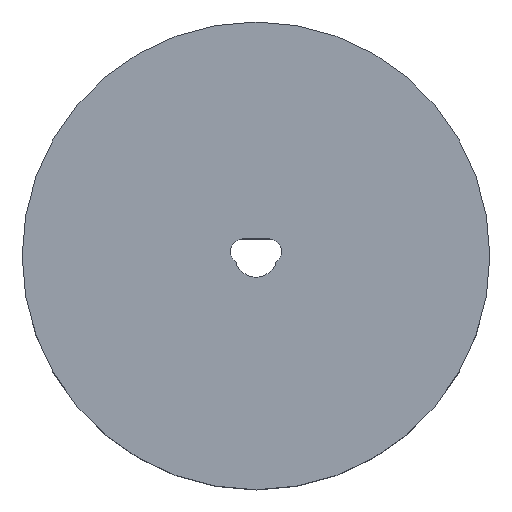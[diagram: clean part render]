
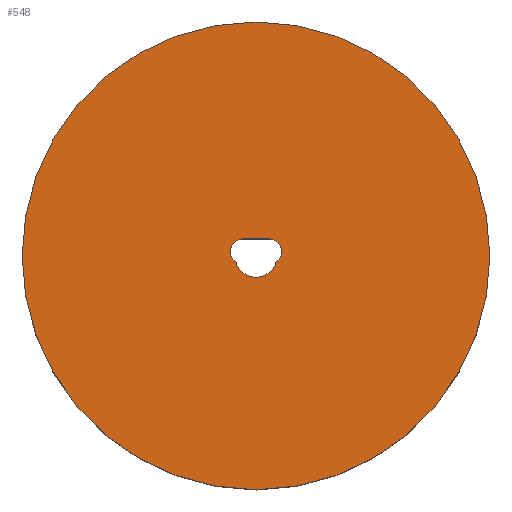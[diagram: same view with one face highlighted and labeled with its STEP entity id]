
A CAD part, top view. The second image highlights one B-rep face of the part: STEP entity #548.
In plain terms, the highlighted planar face has unit normal (0, 0, 1).
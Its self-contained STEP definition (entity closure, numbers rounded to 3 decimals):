
#30=FACE_BOUND('',#97,.T.);
#35=PLANE('',#654);
#58=FACE_OUTER_BOUND('',#96,.T.);
#96=EDGE_LOOP('',(#502,#503));
#97=EDGE_LOOP('',(#504,#505,#506,#507));
#115=LINE('',#987,#136);
#136=VECTOR('',#820,10.);
#191=CIRCLE('',#634,1.5);
#193=CIRCLE('',#637,2.5);
#195=CIRCLE('',#640,1.5);
#201=CIRCLE('',#650,27.5);
#202=CIRCLE('',#651,27.5);
#243=VERTEX_POINT('',#968);
#244=VERTEX_POINT('',#970);
#246=VERTEX_POINT('',#976);
#248=VERTEX_POINT('',#982);
#254=VERTEX_POINT('',#1002);
#255=VERTEX_POINT('',#1004);
#320=EDGE_CURVE('',#244,#243,#191,.T.);
#323=EDGE_CURVE('',#246,#244,#193,.T.);
#326=EDGE_CURVE('',#248,#246,#195,.T.);
#329=EDGE_CURVE('',#243,#248,#115,.T.);
#337=EDGE_CURVE('',#255,#254,#201,.T.);
#338=EDGE_CURVE('',#254,#255,#202,.T.);
#502=ORIENTED_EDGE('',*,*,#337,.T.);
#503=ORIENTED_EDGE('',*,*,#338,.T.);
#504=ORIENTED_EDGE('',*,*,#326,.T.);
#505=ORIENTED_EDGE('',*,*,#323,.T.);
#506=ORIENTED_EDGE('',*,*,#320,.T.);
#507=ORIENTED_EDGE('',*,*,#329,.T.);
#548=ADVANCED_FACE('',(#58,#30),#35,.T.);
#634=AXIS2_PLACEMENT_3D('',#971,#800,#801);
#637=AXIS2_PLACEMENT_3D('',#977,#807,#808);
#640=AXIS2_PLACEMENT_3D('',#983,#814,#815);
#650=AXIS2_PLACEMENT_3D('',#1005,#839,#840);
#651=AXIS2_PLACEMENT_3D('',#1006,#841,#842);
#654=AXIS2_PLACEMENT_3D('',#1010,#848,#849);
#800=DIRECTION('center_axis',(0.,0.,-1.));
#801=DIRECTION('ref_axis',(1.,0.,0.));
#807=DIRECTION('center_axis',(0.,0.,-1.));
#808=DIRECTION('ref_axis',(1.,0.,0.));
#814=DIRECTION('center_axis',(0.,0.,-1.));
#815=DIRECTION('ref_axis',(1.,0.,0.));
#820=DIRECTION('',(1.,0.,0.));
#839=DIRECTION('center_axis',(0.,0.,1.));
#840=DIRECTION('ref_axis',(1.,0.,0.));
#841=DIRECTION('center_axis',(0.,0.,1.));
#842=DIRECTION('ref_axis',(1.,0.,0.));
#848=DIRECTION('center_axis',(0.,0.,1.));
#849=DIRECTION('ref_axis',(1.,0.,0.));
#968=CARTESIAN_POINT('',(-1.5,2.,9.5));
#970=CARTESIAN_POINT('',(-2.4,-0.7,9.5));
#971=CARTESIAN_POINT('Origin',(-1.5,0.5,9.5));
#976=CARTESIAN_POINT('',(2.4,-0.7,9.5));
#977=CARTESIAN_POINT('Origin',(0.,0.,9.5));
#982=CARTESIAN_POINT('',(1.5,2.,9.5));
#983=CARTESIAN_POINT('Origin',(1.5,0.5,9.5));
#987=CARTESIAN_POINT('',(-0.75,2.,9.5));
#1002=CARTESIAN_POINT('',(-27.5,0.,9.5));
#1004=CARTESIAN_POINT('',(27.5,0.,9.5));
#1005=CARTESIAN_POINT('Origin',(0.,0.,9.5));
#1006=CARTESIAN_POINT('Origin',(0.,0.,9.5));
#1010=CARTESIAN_POINT('Origin',(0.,0.,9.5));
